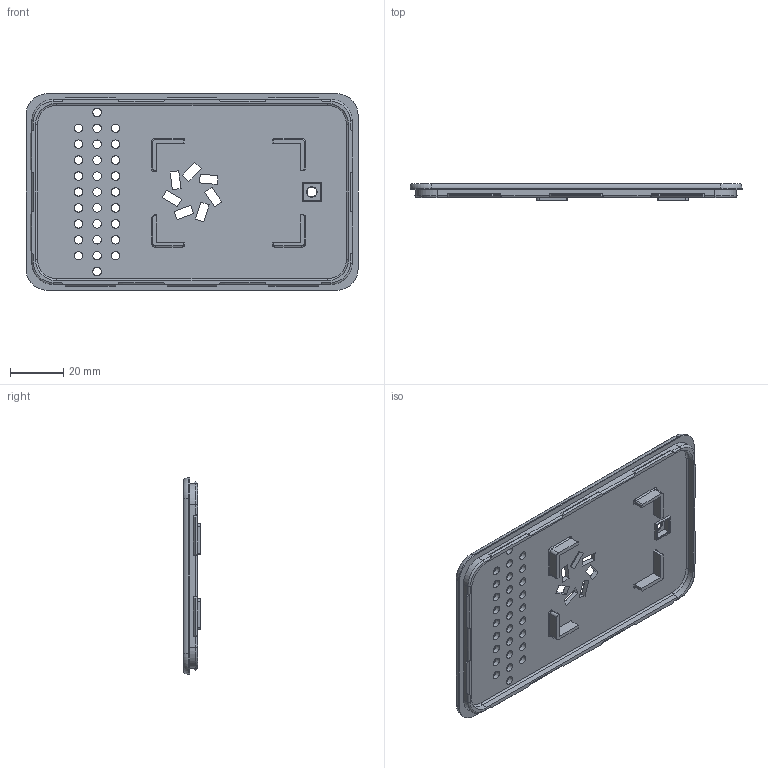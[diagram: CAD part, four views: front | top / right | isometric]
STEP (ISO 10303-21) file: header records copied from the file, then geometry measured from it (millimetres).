
FILE_DESCRIPTION(/* description */ (''),/* implementation_level */ '2;1');
FILE_NAME(/* name */ 'trmnl_mini_back.step',/* time_stamp */ '2025-11-06T16:59:22+01:00',/* author */ (''),/* organization */ (''),/* preprocessor_version */ 'ST-DEVELOPER v20.1',/* originating_system */ 'Autodesk Translation Framework v14.17.0.0',/* authorisation */ '');
FILE_SCHEMA (('AUTOMOTIVE_DESIGN { 1 0 10303 214 3 1 1 }'));
Length unit declared in the file: millimetre
Products named in the file (2): 2025-10-30-22-22-38-432; 2025-10-31-23-41-20-302
Assembly tree (1 placements, depth 2):
  2025-10-30-22-22-38-432
    2025-10-31-23-41-20-302
Bounding box: 125 x 6.2 x 74 mm (x, y, z)
Volume: 21344.7 mm3; surface area: 22020.3 mm2
Topology: 1 solids, 1 shells, 308 faces, 786 edges, 488 vertices
Faces by surface type: plane 164, cylinder 89, cone 31, torus 24
Full cylindrical faces by diameter (mm): 3.2 x29, 3.6 x1
Entity records: 9411 total; most frequent: DIRECTION 1638, CARTESIAN_POINT 1602, ORIENTED_EDGE 1572, EDGE_CURVE 786, LINE 550, VECTOR 550, AXIS2_PLACEMENT_3D 544, VERTEX_POINT 488
